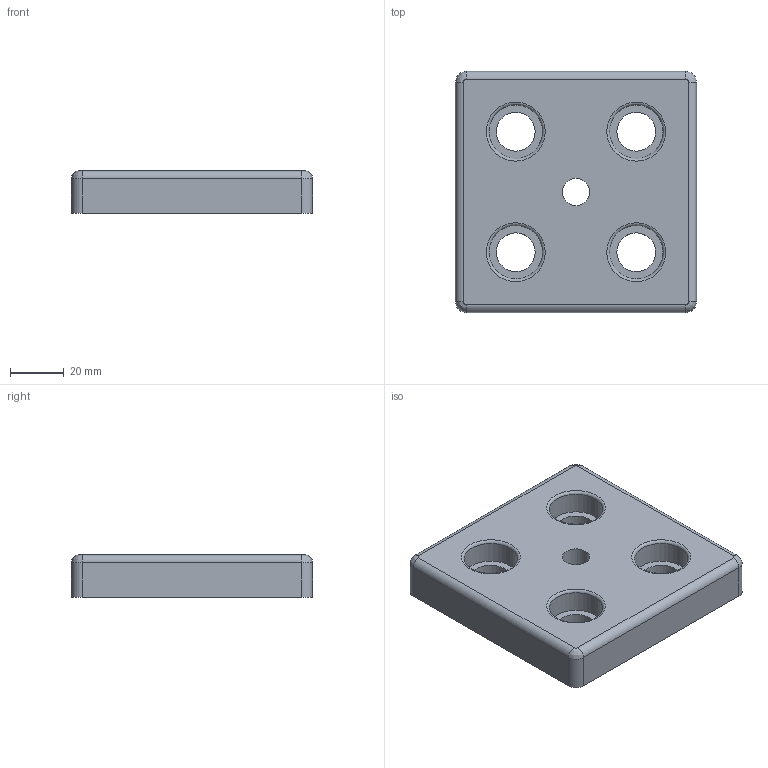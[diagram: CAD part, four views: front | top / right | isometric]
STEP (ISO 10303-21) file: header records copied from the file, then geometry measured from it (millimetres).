
FILE_DESCRIPTION(('STEP AP203'),'1');
FILE_NAME('BASE10B1339.stp','2023-10-16T12:58:08',(' '),(' '),'Spatial InterOp 3D',' ',' ');
FILE_SCHEMA(('CONFIG_CONTROL_DESIGN'));
Length unit declared in the file: millimetre
Products named in the file (1): Plaque de base 90x90 M12, ep 16mm, noire
Bounding box: 90 x 90 x 16 mm (x, y, z)
Volume: 111410.4 mm3; surface area: 23823.5 mm2
Topology: 1 solids, 1 shells, 35 faces, 82 edges, 53 vertices
Faces by surface type: cylinder 17, plane 10, torus 4, bspline 4
Full cylindrical faces by diameter (mm): 10.2 x1, 14.5 x4, 20 x4
Entity records: 1118 total; most frequent: CARTESIAN_POINT 204, DIRECTION 168, ORIENTED_EDGE 124, AXIS2_PLACEMENT_3D 74, EDGE_LOOP 62, EDGE_CURVE 62, FACE_OUTER_BOUND 48, VERTEX_POINT 46
